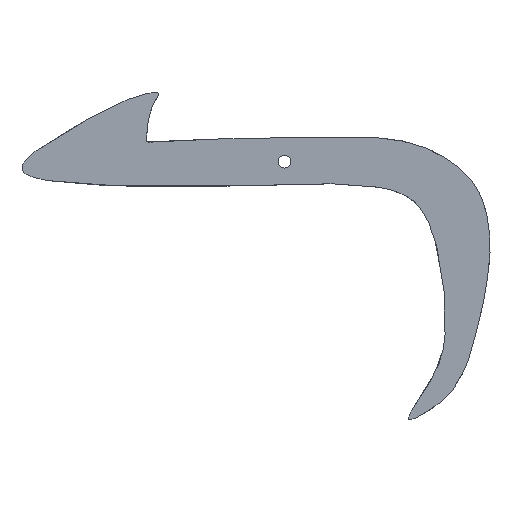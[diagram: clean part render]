
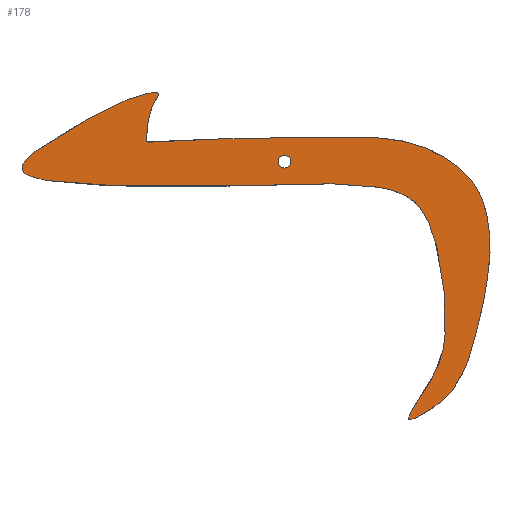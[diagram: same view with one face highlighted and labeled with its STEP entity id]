
A CAD part, top view. The second image highlights one B-rep face of the part: STEP entity #178.
In plain terms, the highlighted planar face has unit normal (0, 0, 1).
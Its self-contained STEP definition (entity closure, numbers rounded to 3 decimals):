
#24 = VERTEX_POINT('',#25);
#25 = CARTESIAN_POINT('',(49.746,13.019,4.));
#31 = EDGE_CURVE('',#24,#24,#32,.T.);
#32 = B_SPLINE_CURVE_WITH_KNOTS('',3,(#33,#34,#35,#36,#37,#38,#39,#40,
    #41,#42,#43,#44,#45,#46,#47,#48,#49,#50,#51,#52,#53,#54,#55,#56,#57,
    #58,#59,#60,#61,#62,#63,#64,#65,#66,#67,#68,#69,#70,#71),
  .UNSPECIFIED.,.T.,.F.,(4,1,1,1,1,1,1,1,1,1,1,1,1,1,1,1,1,1,1,1,1,1,1,1
    ,1,1,1,1,1,1,1,1,1,1,1,1,4),(0.,0.028,
    0.056,0.083,0.111,0.139,
    0.167,0.194,0.222,0.25,0.278,
    0.306,0.333,0.361,0.389,
    0.417,0.444,0.472,0.5,0.528,
    0.556,0.583,0.611,0.639,
    0.667,0.694,0.722,0.75,0.778,
    0.806,0.833,0.861,0.889,
    0.917,0.944,0.972,1.),
  .QUASI_UNIFORM_KNOTS.);
#33 = CARTESIAN_POINT('',(49.746,13.019,4.));
#34 = CARTESIAN_POINT('',(48.919,9.094,4.));
#35 = CARTESIAN_POINT('',(47.207,5.846,4.));
#36 = CARTESIAN_POINT('',(46.093,4.015,4.));
#37 = CARTESIAN_POINT('',(45.458,3.242,4.));
#38 = CARTESIAN_POINT('',(43.311,1.299,4.));
#39 = CARTESIAN_POINT('',(36.967,-2.315,4.));
#40 = CARTESIAN_POINT('',(44.39,7.068,4.));
#41 = CARTESIAN_POINT('',(45.149,13.74,4.));
#42 = CARTESIAN_POINT('',(44.768,20.344,4.));
#43 = CARTESIAN_POINT('',(43.613,27.358,4.));
#44 = CARTESIAN_POINT('',(41.101,33.292,4.));
#45 = CARTESIAN_POINT('',(36.464,35.452,4.));
#46 = CARTESIAN_POINT('',(30.33,36.05,4.));
#47 = CARTESIAN_POINT('',(23.449,36.134,4.));
#48 = CARTESIAN_POINT('',(14.981,35.723,4.));
#49 = CARTESIAN_POINT('',(6.633,35.624,4.));
#50 = CARTESIAN_POINT('',(-7.044,35.566,4.));
#51 = CARTESIAN_POINT('',(-26.048,36.963,4.));
#52 = CARTESIAN_POINT('',(-12.421,45.105,4.));
#53 = CARTESIAN_POINT('',(-3.9,49.74,4.));
#54 = CARTESIAN_POINT('',(1.6,50.652,4.));
#55 = CARTESIAN_POINT('',(-0.779,48.819,4.));
#56 = CARTESIAN_POINT('',(-1.722,42.065,4.));
#57 = CARTESIAN_POINT('',(-0.949,42.699,4.));
#58 = CARTESIAN_POINT('',(11.747,43.102,4.));
#59 = CARTESIAN_POINT('',(18.847,43.246,4.));
#60 = CARTESIAN_POINT('',(28.029,43.321,4.));
#61 = CARTESIAN_POINT('',(33.56,43.301,4.));
#62 = CARTESIAN_POINT('',(38.257,42.916,4.));
#63 = CARTESIAN_POINT('',(43.164,41.256,4.));
#64 = CARTESIAN_POINT('',(46.731,38.996,4.));
#65 = CARTESIAN_POINT('',(49.339,36.489,4.));
#66 = CARTESIAN_POINT('',(51.206,32.867,4.));
#67 = CARTESIAN_POINT('',(51.928,28.13,4.));
#68 = CARTESIAN_POINT('',(51.931,24.504,4.));
#69 = CARTESIAN_POINT('',(51.297,19.989,4.));
#70 = CARTESIAN_POINT('',(50.696,16.478,4.));
#71 = CARTESIAN_POINT('',(49.746,13.019,4.));
#178 = ADVANCED_FACE('',(#179,#182),#193,.T.);
#179 = FACE_BOUND('',#180,.T.);
#180 = EDGE_LOOP('',(#181));
#181 = ORIENTED_EDGE('',*,*,#31,.F.);
#182 = FACE_BOUND('',#183,.T.);
#183 = EDGE_LOOP('',(#184));
#184 = ORIENTED_EDGE('',*,*,#185,.F.);
#185 = EDGE_CURVE('',#186,#186,#188,.T.);
#186 = VERTEX_POINT('',#187);
#187 = CARTESIAN_POINT('',(21.,39.5,4.));
#188 = CIRCLE('',#189,1.);
#189 = AXIS2_PLACEMENT_3D('',#190,#191,#192);
#190 = CARTESIAN_POINT('',(20.,39.5,4.));
#191 = DIRECTION('',(0.,0.,1.));
#192 = DIRECTION('',(1.,0.,0.));
#193 = PLANE('',#194);
#194 = AXIS2_PLACEMENT_3D('',#195,#196,#197);
#195 = CARTESIAN_POINT('',(23.272,32.051,4.));
#196 = DIRECTION('',(0.,0.,1.));
#197 = DIRECTION('',(1.,0.,0.));
